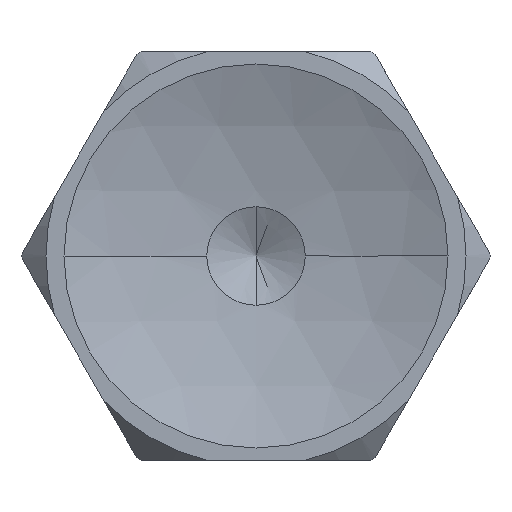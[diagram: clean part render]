
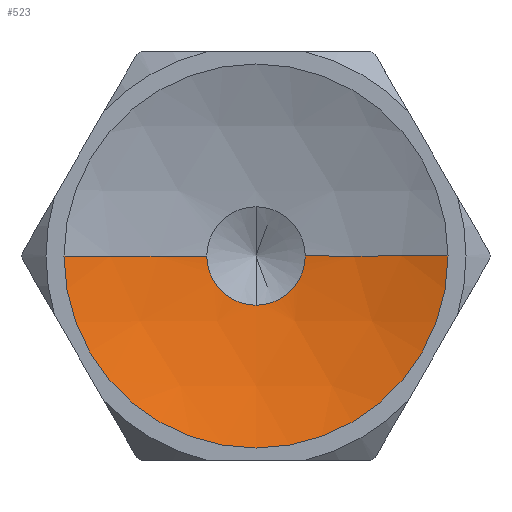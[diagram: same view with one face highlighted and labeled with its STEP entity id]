
A CAD part, front view. The second image highlights one B-rep face of the part: STEP entity #523.
In plain terms, the highlighted spherical face has radius 21 mm.
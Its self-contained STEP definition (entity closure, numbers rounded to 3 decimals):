
#13 = DIRECTION ( 'NONE',  ( 0., 1., 0. ) ) ;
#83 = DIRECTION ( 'NONE',  ( 0., 1., 0. ) ) ;
#100 = AXIS2_PLACEMENT_3D ( 'NONE', #622, #13, #725 ) ;
#121 = DIRECTION ( 'NONE',  ( 0., 0., 1. ) ) ;
#143 = CARTESIAN_POINT ( 'NONE',  ( 0., -25.816, 0. ) ) ;
#149 = EDGE_CURVE ( 'NONE', #705, #247, #889, .T. ) ;
#170 = AXIS2_PLACEMENT_3D ( 'NONE', #1268, #990, #389 ) ;
#199 = EDGE_CURVE ( 'NONE', #705, #1094, #311, .T. ) ;
#224 = DIRECTION ( 'NONE',  ( 0., 0., 1. ) ) ;
#247 = VERTEX_POINT ( 'NONE', #843 ) ;
#264 = ORIENTED_EDGE ( 'NONE', *, *, #199, .F. ) ;
#295 = CIRCLE ( 'NONE', #1156, 21. ) ;
#302 = EDGE_LOOP ( 'NONE', ( #264, #899, #1050, #1070, #760 ) ) ;
#311 = CIRCLE ( 'NONE', #1003, 8. ) ;
#326 = VERTEX_POINT ( 'NONE', #1005 ) ;
#389 = DIRECTION ( 'NONE',  ( -1., 0., 0. ) ) ;
#433 = DIRECTION ( 'NONE',  ( 0., 1., 0. ) ) ;
#456 = DIRECTION ( 'NONE',  ( 0., 0., -1. ) ) ;
#458 = VERTEX_POINT ( 'NONE', #545 ) ;
#477 = EDGE_CURVE ( 'NONE', #1094, #458, #295, .T. ) ;
#523 = ADVANCED_FACE ( 'NONE', ( #560 ), #530, .F. ) ;
#530 = SPHERICAL_SURFACE ( 'NONE', #170, 21. ) ;
#545 = CARTESIAN_POINT ( 'NONE',  ( -2.05, -4.917, 0. ) ) ;
#560 = FACE_OUTER_BOUND ( 'NONE', #302, .T. ) ;
#622 = CARTESIAN_POINT ( 'NONE',  ( 0., -4.917, 0. ) ) ;
#705 = VERTEX_POINT ( 'NONE', #722 ) ;
#710 = EDGE_CURVE ( 'NONE', #247, #326, #1275, .T. ) ;
#722 = CARTESIAN_POINT ( 'NONE',  ( 8., -6.4, 0. ) ) ;
#725 = DIRECTION ( 'NONE',  ( 0., 0., 1. ) ) ;
#728 = CARTESIAN_POINT ( 'NONE',  ( 0., -25.816, 0. ) ) ;
#731 = CARTESIAN_POINT ( 'NONE',  ( 0., -6.4, 0. ) ) ;
#760 = ORIENTED_EDGE ( 'NONE', *, *, #477, .F. ) ;
#761 = CIRCLE ( 'NONE', #100, 2.05 ) ;
#789 = CARTESIAN_POINT ( 'NONE',  ( 0., -4.917, 0. ) ) ;
#804 = CARTESIAN_POINT ( 'NONE',  ( -8., -6.4, 0. ) ) ;
#831 = DIRECTION ( 'NONE',  ( 1., 0., 0. ) ) ;
#843 = CARTESIAN_POINT ( 'NONE',  ( 2.05, -4.917, 0. ) ) ;
#889 = CIRCLE ( 'NONE', #926, 21. ) ;
#899 = ORIENTED_EDGE ( 'NONE', *, *, #149, .T. ) ;
#926 = AXIS2_PLACEMENT_3D ( 'NONE', #728, #121, #831 ) ;
#990 = DIRECTION ( 'NONE',  ( 0., 0., 1. ) ) ;
#993 = AXIS2_PLACEMENT_3D ( 'NONE', #789, #83, #1012 ) ;
#1003 = AXIS2_PLACEMENT_3D ( 'NONE', #731, #433, #224 ) ;
#1005 = CARTESIAN_POINT ( 'NONE',  ( 0., -4.917, -2.05 ) ) ;
#1012 = DIRECTION ( 'NONE',  ( 0., 0., 1. ) ) ;
#1050 = ORIENTED_EDGE ( 'NONE', *, *, #710, .T. ) ;
#1070 = ORIENTED_EDGE ( 'NONE', *, *, #1119, .T. ) ;
#1094 = VERTEX_POINT ( 'NONE', #804 ) ;
#1119 = EDGE_CURVE ( 'NONE', #326, #458, #761, .T. ) ;
#1156 = AXIS2_PLACEMENT_3D ( 'NONE', #143, #456, #1169 ) ;
#1169 = DIRECTION ( 'NONE',  ( -1., 0., 0. ) ) ;
#1268 = CARTESIAN_POINT ( 'NONE',  ( 0., -25.816, 0. ) ) ;
#1275 = CIRCLE ( 'NONE', #993, 2.05 ) ;
